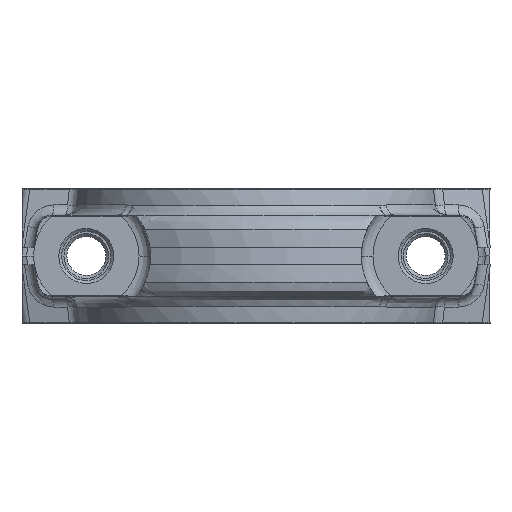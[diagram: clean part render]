
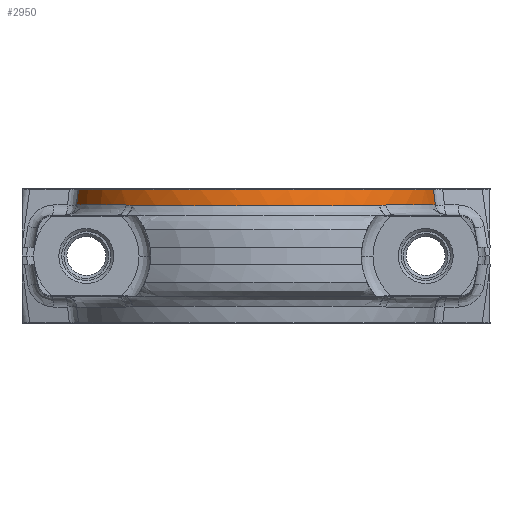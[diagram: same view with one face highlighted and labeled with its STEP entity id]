
A CAD part, front view. The second image highlights one B-rep face of the part: STEP entity #2950.
In plain terms, the highlighted free-form (B-spline) face has degree [2, 1] with [5, 2] control points.
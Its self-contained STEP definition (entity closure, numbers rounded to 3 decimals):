
#1162 = EDGE_CURVE('',#1163,#1165,#1167,.T.);
#1163 = VERTEX_POINT('',#1164);
#1164 = CARTESIAN_POINT('',(-31.955,-8.347,
    9.095));
#1165 = VERTEX_POINT('',#1166);
#1166 = CARTESIAN_POINT('',(-31.641,-8.025,
    11.834));
#1167 = B_SPLINE_CURVE_WITH_KNOTS('',5,(#1168,#1169,#1170,#1171,#1172,
    #1173,#1174,#1175,#1176),.UNSPECIFIED.,.F.,.F.,(6,3,6),(
    13.172,15.731,16.937),.UNSPECIFIED.);
#1168 = CARTESIAN_POINT('',(-31.955,-8.347,
    9.095));
#1169 = CARTESIAN_POINT('',(-31.913,-8.303,
    9.467));
#1170 = CARTESIAN_POINT('',(-31.87,-8.259,
    9.84));
#1171 = CARTESIAN_POINT('',(-31.827,-8.216,
    10.212));
#1172 = CARTESIAN_POINT('',(-31.764,-8.151,
    10.76));
#1173 = CARTESIAN_POINT('',(-31.701,-8.087,
    11.307));
#1174 = CARTESIAN_POINT('',(-31.681,-8.066,
    11.483));
#1175 = CARTESIAN_POINT('',(-31.661,-8.046,
    11.658));
#1176 = CARTESIAN_POINT('',(-31.641,-8.025,
    11.834));
#2682 = EDGE_CURVE('',#2683,#2685,#2687,.T.);
#2683 = VERTEX_POINT('',#2684);
#2684 = CARTESIAN_POINT('',(31.641,-8.025,
    11.834));
#2685 = VERTEX_POINT('',#2686);
#2686 = CARTESIAN_POINT('',(31.955,-8.347,
    9.095));
#2687 = B_SPLINE_CURVE_WITH_KNOTS('',5,(#2688,#2689,#2690,#2691,#2692,
    #2693),.UNSPECIFIED.,.F.,.F.,(6,6),(2.824,6.588),
  .PIECEWISE_BEZIER_KNOTS.);
#2688 = CARTESIAN_POINT('',(31.641,-8.025,
    11.834));
#2689 = CARTESIAN_POINT('',(31.704,-8.09,
    11.286));
#2690 = CARTESIAN_POINT('',(31.767,-8.154,
    10.738));
#2691 = CARTESIAN_POINT('',(31.83,-8.218,
    10.191));
#2692 = CARTESIAN_POINT('',(31.892,-8.283,
    9.643));
#2693 = CARTESIAN_POINT('',(31.955,-8.347,
    9.095));
#2950 = ADVANCED_FACE('',(#2951),#3003,.T.);
#2951 = FACE_BOUND('',#2952,.T.);
#2952 = EDGE_LOOP('',(#2953,#2961,#2970,#2978,#2987,#2993,#2994,#3002));
#2953 = ORIENTED_EDGE('',*,*,#2954,.T.);
#2954 = EDGE_CURVE('',#1163,#2955,#2957,.T.);
#2955 = VERTEX_POINT('',#2956);
#2956 = CARTESIAN_POINT('',(-23.249,-23.459,
    9.095));
#2957 = ( BOUNDED_CURVE() B_SPLINE_CURVE(2,(#2958,#2959,#2960),
.UNSPECIFIED.,.F.,.F.) B_SPLINE_CURVE_WITH_KNOTS((3,3),(3.397,
3.931),.PIECEWISE_BEZIER_KNOTS.) CURVE() 
GEOMETRIC_REPRESENTATION_ITEM() RATIONAL_B_SPLINE_CURVE((1.,
0.965,1.)) REPRESENTATION_ITEM('') );
#2958 = CARTESIAN_POINT('',(-31.955,-8.347,9.095
    ));
#2959 = CARTESIAN_POINT('',(-29.67,-17.094,
    9.095));
#2960 = CARTESIAN_POINT('',(-23.249,-23.459,
    9.095));
#2961 = ORIENTED_EDGE('',*,*,#2962,.F.);
#2962 = EDGE_CURVE('',#2963,#2955,#2965,.T.);
#2963 = VERTEX_POINT('',#2964);
#2964 = CARTESIAN_POINT('',(-22.059,-24.612,
    8.933));
#2965 = B_SPLINE_CURVE_WITH_KNOTS('',3,(#2966,#2967,#2968,#2969),
  .UNSPECIFIED.,.F.,.F.,(4,4),(6.107,8.195),
  .PIECEWISE_BEZIER_KNOTS.);
#2966 = CARTESIAN_POINT('',(-22.059,-24.612,
    8.933));
#2967 = CARTESIAN_POINT('',(-22.455,-24.236,
    9.04));
#2968 = CARTESIAN_POINT('',(-22.853,-23.85,
    9.095));
#2969 = CARTESIAN_POINT('',(-23.249,-23.459,
    9.095));
#2970 = ORIENTED_EDGE('',*,*,#2971,.T.);
#2971 = EDGE_CURVE('',#2963,#2972,#2974,.T.);
#2972 = VERTEX_POINT('',#2973);
#2973 = CARTESIAN_POINT('',(22.059,-24.612,
    8.933));
#2974 = ( BOUNDED_CURVE() B_SPLINE_CURVE(2,(#2975,#2976,#2977),
.UNSPECIFIED.,.F.,.F.) B_SPLINE_CURVE_WITH_KNOTS((3,3),(3.982,
5.443),.PIECEWISE_BEZIER_KNOTS.) CURVE() 
GEOMETRIC_REPRESENTATION_ITEM() RATIONAL_B_SPLINE_CURVE((1.,
0.745,1.)) REPRESENTATION_ITEM('') );
#2975 = CARTESIAN_POINT('',(-22.059,-24.612,
    8.933));
#2976 = CARTESIAN_POINT('',(0.,-44.382,
    8.933));
#2977 = CARTESIAN_POINT('',(22.059,-24.612,
    8.933));
#2978 = ORIENTED_EDGE('',*,*,#2979,.F.);
#2979 = EDGE_CURVE('',#2980,#2972,#2982,.T.);
#2980 = VERTEX_POINT('',#2981);
#2981 = CARTESIAN_POINT('',(23.249,-23.459,
    9.095));
#2982 = B_SPLINE_CURVE_WITH_KNOTS('',3,(#2983,#2984,#2985,#2986),
  .UNSPECIFIED.,.F.,.F.,(4,4),(7.804,9.892),
  .PIECEWISE_BEZIER_KNOTS.);
#2983 = CARTESIAN_POINT('',(23.249,-23.459,
    9.095));
#2984 = CARTESIAN_POINT('',(22.853,-23.85,
    9.095));
#2985 = CARTESIAN_POINT('',(22.455,-24.236,
    9.04));
#2986 = CARTESIAN_POINT('',(22.059,-24.612,
    8.933));
#2987 = ORIENTED_EDGE('',*,*,#2988,.T.);
#2988 = EDGE_CURVE('',#2980,#2685,#2989,.T.);
#2989 = ( BOUNDED_CURVE() B_SPLINE_CURVE(2,(#2990,#2991,#2992),
.UNSPECIFIED.,.F.,.F.) B_SPLINE_CURVE_WITH_KNOTS((3,3),(5.493,
6.028),.PIECEWISE_BEZIER_KNOTS.) CURVE() 
GEOMETRIC_REPRESENTATION_ITEM() RATIONAL_B_SPLINE_CURVE((1.,
0.965,1.)) REPRESENTATION_ITEM('') );
#2990 = CARTESIAN_POINT('',(23.249,-23.459,
    9.095));
#2991 = CARTESIAN_POINT('',(29.67,-17.094,
    9.095));
#2992 = CARTESIAN_POINT('',(31.955,-8.347,
    9.095));
#2993 = ORIENTED_EDGE('',*,*,#2682,.F.);
#2994 = ORIENTED_EDGE('',*,*,#2995,.F.);
#2995 = EDGE_CURVE('',#1165,#2683,#2996,.T.);
#2996 = ( BOUNDED_CURVE() B_SPLINE_CURVE(2,(#2997,#2998,#2999,#3000,
#3001),.UNSPECIFIED.,.F.,.F.) B_SPLINE_CURVE_WITH_KNOTS((3,2,3),(
    3.39,4.712,6.035),
.PIECEWISE_BEZIER_KNOTS.) CURVE() GEOMETRIC_REPRESENTATION_ITEM() 
RATIONAL_B_SPLINE_CURVE((1.,0.789,1.,0.789,1.)) 
REPRESENTATION_ITEM('') );
#2997 = CARTESIAN_POINT('',(-31.641,-8.025,
    11.834));
#2998 = CARTESIAN_POINT('',(-25.397,-32.642,
    11.834));
#2999 = CARTESIAN_POINT('',(0.,-32.642,
    11.834));
#3000 = CARTESIAN_POINT('',(25.397,-32.642,
    11.834));
#3001 = CARTESIAN_POINT('',(31.641,-8.025,
    11.834));
#3002 = ORIENTED_EDGE('',*,*,#1162,.F.);
#3003 = ( BOUNDED_SURFACE() B_SPLINE_SURFACE(2,1,(
    (#3004,#3005)
    ,(#3006,#3007)
    ,(#3008,#3009)
    ,(#3010,#3011)
    ,(#3012,#3013
)),.UNSPECIFIED.,.F.,.F.,.F.) B_SPLINE_SURFACE_WITH_KNOTS((3,2,3),(2,2),
  (3.39,4.712,6.035),(2.173,
    4.983),.PIECEWISE_BEZIER_KNOTS.) 
GEOMETRIC_REPRESENTATION_ITEM() RATIONAL_B_SPLINE_SURFACE((
    (1.,1.)
    ,(0.789,0.789)
    ,(1.,1.)
    ,(0.789,0.789)
,(1.,1.))) REPRESENTATION_ITEM('') SURFACE() );
#3004 = CARTESIAN_POINT('',(31.641,-8.025,
    11.834));
#3005 = CARTESIAN_POINT('',(32.036,-8.125,
    8.933));
#3006 = CARTESIAN_POINT('',(25.397,-32.642,
    11.834));
#3007 = CARTESIAN_POINT('',(25.714,-33.05,
    8.933));
#3008 = CARTESIAN_POINT('',(0.,-32.642,
    11.834));
#3009 = CARTESIAN_POINT('',(0.,-33.05,
    8.933));
#3010 = CARTESIAN_POINT('',(-25.397,-32.642,
    11.834));
#3011 = CARTESIAN_POINT('',(-25.714,-33.05,
    8.933));
#3012 = CARTESIAN_POINT('',(-31.641,-8.025,
    11.834));
#3013 = CARTESIAN_POINT('',(-32.036,-8.125,
    8.933));
